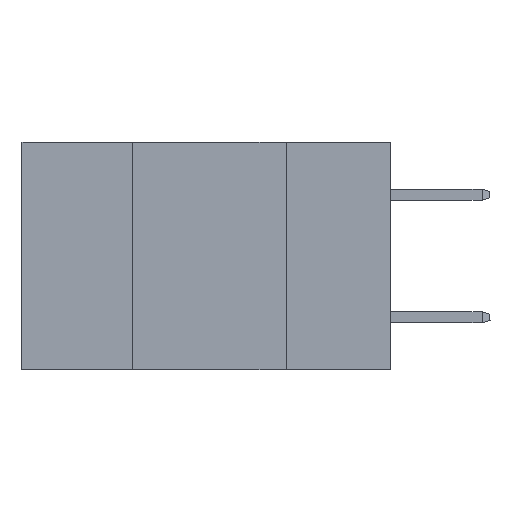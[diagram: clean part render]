
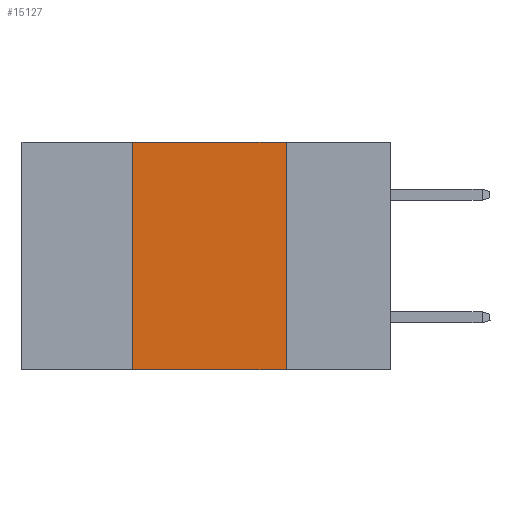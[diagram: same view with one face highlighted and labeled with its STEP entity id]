
A CAD part, left-side view. The second image highlights one B-rep face of the part: STEP entity #15127.
In plain terms, the highlighted planar face has unit normal (-1, 0, 0).
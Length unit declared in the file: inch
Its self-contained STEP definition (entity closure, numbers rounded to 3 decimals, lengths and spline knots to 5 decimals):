
#787 = CARTESIAN_POINT ( 'NONE',  ( 0., 0.42, 0. ) ) ;
#1009 = DIRECTION ( 'NONE',  ( 0., 0., -1. ) ) ;
#1475 = CARTESIAN_POINT ( 'NONE',  ( 0., 0.6, 0. ) ) ;
#2327 = CARTESIAN_POINT ( 'NONE',  ( 0., 0.17, 0. ) ) ;
#2780 = CARTESIAN_POINT ( 'NONE',  ( 0., 0.42, -0.37 ) ) ;
#2844 = VERTEX_POINT ( 'NONE', #2780 ) ;
#3381 = DIRECTION ( 'NONE',  ( 0., 0., -1. ) ) ;
#3770 = CARTESIAN_POINT ( 'NONE',  ( 0., 0.42, 0. ) ) ;
#3913 = CARTESIAN_POINT ( 'NONE',  ( 0., 0.6, 0. ) ) ;
#8503 = CARTESIAN_POINT ( 'NONE',  ( 0., 0.17, 0. ) ) ;
#9182 = CARTESIAN_POINT ( 'NONE',  ( 0., 0.17, -0.37 ) ) ;
#9243 = VERTEX_POINT ( 'NONE', #3770 ) ;
#9443 = LINE ( 'NONE', #787, #18528 ) ;
#10151 = EDGE_CURVE ( 'NONE', #2844, #18300, #19816, .T. ) ;
#10565 = VECTOR ( 'NONE', #1009, 39.37008 ) ;
#11126 = LINE ( 'NONE', #8503, #10565 ) ;
#11347 = EDGE_CURVE ( 'NONE', #2844, #9243, #9443, .T. ) ;
#11456 = VECTOR ( 'NONE', #19469, 39.37008 ) ;
#13253 = ORIENTED_EDGE ( 'NONE', *, *, #16241, .F. ) ;
#13272 = ORIENTED_EDGE ( 'NONE', *, *, #15966, .F. ) ;
#13523 = ORIENTED_EDGE ( 'NONE', *, *, #11347, .F. ) ;
#13919 = ORIENTED_EDGE ( 'NONE', *, *, #10151, .T. ) ;
#14433 = DIRECTION ( 'NONE',  ( 1., 0., 0. ) ) ;
#15127 = ADVANCED_FACE ( 'NONE', ( #23179 ), #19837, .F. ) ;
#15820 = CARTESIAN_POINT ( 'NONE',  ( 0., 0.6, -0.37 ) ) ;
#15966 = EDGE_CURVE ( 'NONE', #9243, #16041, #22804, .T. ) ;
#16041 = VERTEX_POINT ( 'NONE', #2327 ) ;
#16241 = EDGE_CURVE ( 'NONE', #16041, #18300, #11126, .T. ) ;
#16748 = DIRECTION ( 'NONE',  ( 0., -1., 0. ) ) ;
#17374 = VECTOR ( 'NONE', #16748, 39.37008 ) ;
#18300 = VERTEX_POINT ( 'NONE', #9182 ) ;
#18528 = VECTOR ( 'NONE', #19166, 39.37008 ) ;
#18793 = EDGE_LOOP ( 'NONE', ( #13253, #13272, #13523, #13919 ) ) ;
#19166 = DIRECTION ( 'NONE',  ( 0., 0., 1. ) ) ;
#19469 = DIRECTION ( 'NONE',  ( 0., -1., 0. ) ) ;
#19816 = LINE ( 'NONE', #15820, #11456 ) ;
#19837 = PLANE ( 'NONE',  #20567 ) ;
#20567 = AXIS2_PLACEMENT_3D ( 'NONE', #1475, #14433, #3381 ) ;
#22804 = LINE ( 'NONE', #3913, #17374 ) ;
#23179 = FACE_OUTER_BOUND ( 'NONE', #18793, .T. ) ;
